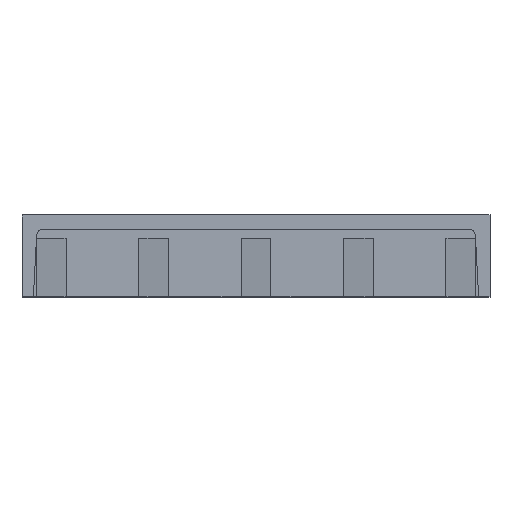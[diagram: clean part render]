
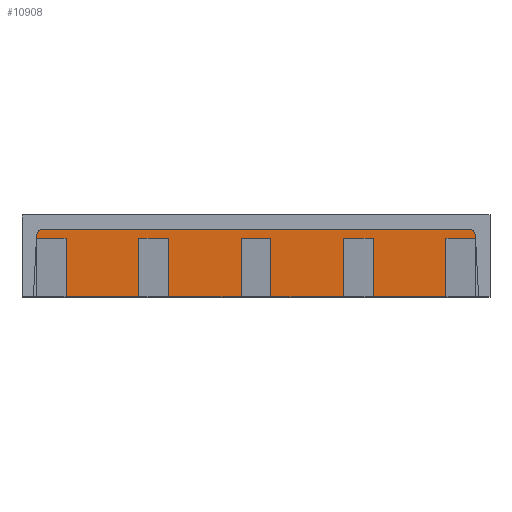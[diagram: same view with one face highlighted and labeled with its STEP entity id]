
A CAD part, top view. The second image highlights one B-rep face of the part: STEP entity #10908.
In plain terms, the highlighted planar face has unit normal (0, 0, 1).
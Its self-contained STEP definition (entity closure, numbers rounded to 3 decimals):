
#10668=AXIS2_PLACEMENT_3D('Circle Axis2P3D',#10666,#10667,$) ;
#10751=AXIS2_PLACEMENT_3D('Plane Axis2P3D',#10748,#10749,#10750) ;
#10881=AXIS2_PLACEMENT_3D('Circle Axis2P3D',#10879,#10880,$) ;
#10666=CARTESIAN_POINT('Axis2P3D Location',(0.7,2.1,21.701)) ;
#10670=CARTESIAN_POINT('Vertex',(0.5,2.11,21.701)) ;
#10672=CARTESIAN_POINT('Vertex',(0.7,2.3,21.701)) ;
#10703=CARTESIAN_POINT('Vertex',(0.494,2.,21.701)) ;
#10706=CARTESIAN_POINT('Line Origine',(0.497,2.055,21.701)) ;
#10729=CARTESIAN_POINT('Line Origine',(8.,2.3,21.701)) ;
#10733=CARTESIAN_POINT('Vertex',(15.3,2.3,21.701)) ;
#10748=CARTESIAN_POINT('Axis2P3D Location',(1.,-30.463,21.701)) ;
#10753=CARTESIAN_POINT('Line Origine',(1.,2.,21.701)) ;
#10757=CARTESIAN_POINT('Vertex',(1.506,2.,21.701)) ;
#10760=CARTESIAN_POINT('Line Origine',(1.506,1.,21.701)) ;
#10764=CARTESIAN_POINT('Vertex',(1.506,0.,21.701)) ;
#10767=CARTESIAN_POINT('Line Origine',(2.75,0.,21.701)) ;
#10771=CARTESIAN_POINT('Vertex',(3.994,0.,21.701)) ;
#10774=CARTESIAN_POINT('Line Origine',(3.994,1.,21.701)) ;
#10778=CARTESIAN_POINT('Vertex',(3.994,2.,21.701)) ;
#10781=CARTESIAN_POINT('Line Origine',(4.5,2.,21.701)) ;
#10785=CARTESIAN_POINT('Vertex',(5.006,2.,21.701)) ;
#10788=CARTESIAN_POINT('Line Origine',(5.006,1.,21.701)) ;
#10792=CARTESIAN_POINT('Vertex',(5.006,0.,21.701)) ;
#10795=CARTESIAN_POINT('Line Origine',(6.25,0.,21.701)) ;
#10799=CARTESIAN_POINT('Vertex',(7.494,0.,21.701)) ;
#10802=CARTESIAN_POINT('Line Origine',(7.494,1.,21.701)) ;
#10806=CARTESIAN_POINT('Vertex',(7.494,2.,21.701)) ;
#10809=CARTESIAN_POINT('Line Origine',(8.,2.,21.701)) ;
#10813=CARTESIAN_POINT('Vertex',(8.506,2.,21.701)) ;
#10816=CARTESIAN_POINT('Line Origine',(8.506,1.,21.701)) ;
#10820=CARTESIAN_POINT('Vertex',(8.506,0.,21.701)) ;
#10823=CARTESIAN_POINT('Line Origine',(9.75,0.,21.701)) ;
#10827=CARTESIAN_POINT('Vertex',(10.994,0.,21.701)) ;
#10830=CARTESIAN_POINT('Line Origine',(10.994,1.,21.701)) ;
#10834=CARTESIAN_POINT('Vertex',(10.994,2.,21.701)) ;
#10837=CARTESIAN_POINT('Line Origine',(11.5,2.,21.701)) ;
#10841=CARTESIAN_POINT('Vertex',(12.006,2.,21.701)) ;
#10844=CARTESIAN_POINT('Line Origine',(12.006,1.,21.701)) ;
#10848=CARTESIAN_POINT('Vertex',(12.006,0.,21.701)) ;
#10851=CARTESIAN_POINT('Line Origine',(13.25,0.,21.701)) ;
#10855=CARTESIAN_POINT('Vertex',(14.494,0.,21.701)) ;
#10858=CARTESIAN_POINT('Line Origine',(14.494,1.,21.701)) ;
#10862=CARTESIAN_POINT('Vertex',(14.494,2.,21.701)) ;
#10865=CARTESIAN_POINT('Line Origine',(15.,2.,21.701)) ;
#10869=CARTESIAN_POINT('Vertex',(15.506,2.,21.701)) ;
#10872=CARTESIAN_POINT('Line Origine',(15.503,2.055,21.701)) ;
#10876=CARTESIAN_POINT('Vertex',(15.5,2.11,21.701)) ;
#10879=CARTESIAN_POINT('Axis2P3D Location',(15.3,2.1,21.701)) ;
#10667=DIRECTION('Axis2P3D Direction',(0.,0.,-1.)) ;
#10707=DIRECTION('Vector Direction',(-0.052,-0.999,0.)) ;
#10730=DIRECTION('Vector Direction',(1.,0.,0.)) ;
#10749=DIRECTION('Axis2P3D Direction',(0.,0.,-1.)) ;
#10750=DIRECTION('Axis2P3D XDirection',(0.,-1.,0.)) ;
#10754=DIRECTION('Vector Direction',(-1.,0.,0.)) ;
#10761=DIRECTION('Vector Direction',(0.,-1.,0.)) ;
#10768=DIRECTION('Vector Direction',(-1.,0.,0.)) ;
#10775=DIRECTION('Vector Direction',(0.,-1.,0.)) ;
#10782=DIRECTION('Vector Direction',(-1.,0.,0.)) ;
#10789=DIRECTION('Vector Direction',(0.,-1.,0.)) ;
#10796=DIRECTION('Vector Direction',(-1.,0.,0.)) ;
#10803=DIRECTION('Vector Direction',(0.,-1.,0.)) ;
#10810=DIRECTION('Vector Direction',(-1.,0.,0.)) ;
#10817=DIRECTION('Vector Direction',(0.,-1.,0.)) ;
#10824=DIRECTION('Vector Direction',(-1.,0.,0.)) ;
#10831=DIRECTION('Vector Direction',(0.,-1.,0.)) ;
#10838=DIRECTION('Vector Direction',(-1.,0.,0.)) ;
#10845=DIRECTION('Vector Direction',(0.,-1.,0.)) ;
#10852=DIRECTION('Vector Direction',(-1.,0.,0.)) ;
#10859=DIRECTION('Vector Direction',(0.,-1.,0.)) ;
#10866=DIRECTION('Vector Direction',(-1.,0.,0.)) ;
#10873=DIRECTION('Vector Direction',(-0.052,0.999,0.)) ;
#10880=DIRECTION('Axis2P3D Direction',(0.,0.,-1.)) ;
#10708=VECTOR('Line Direction',#10707,1.) ;
#10731=VECTOR('Line Direction',#10730,1.) ;
#10755=VECTOR('Line Direction',#10754,1.) ;
#10762=VECTOR('Line Direction',#10761,1.) ;
#10769=VECTOR('Line Direction',#10768,1.) ;
#10776=VECTOR('Line Direction',#10775,1.) ;
#10783=VECTOR('Line Direction',#10782,1.) ;
#10790=VECTOR('Line Direction',#10789,1.) ;
#10797=VECTOR('Line Direction',#10796,1.) ;
#10804=VECTOR('Line Direction',#10803,1.) ;
#10811=VECTOR('Line Direction',#10810,1.) ;
#10818=VECTOR('Line Direction',#10817,1.) ;
#10825=VECTOR('Line Direction',#10824,1.) ;
#10832=VECTOR('Line Direction',#10831,1.) ;
#10839=VECTOR('Line Direction',#10838,1.) ;
#10846=VECTOR('Line Direction',#10845,1.) ;
#10853=VECTOR('Line Direction',#10852,1.) ;
#10860=VECTOR('Line Direction',#10859,1.) ;
#10867=VECTOR('Line Direction',#10866,1.) ;
#10874=VECTOR('Line Direction',#10873,1.) ;
#10885=ORIENTED_EDGE('',*,*,#10759,.F.) ;
#10886=ORIENTED_EDGE('',*,*,#10766,.F.) ;
#10887=ORIENTED_EDGE('',*,*,#10773,.F.) ;
#10888=ORIENTED_EDGE('',*,*,#10780,.T.) ;
#10889=ORIENTED_EDGE('',*,*,#10787,.F.) ;
#10890=ORIENTED_EDGE('',*,*,#10794,.F.) ;
#10891=ORIENTED_EDGE('',*,*,#10801,.F.) ;
#10892=ORIENTED_EDGE('',*,*,#10808,.T.) ;
#10893=ORIENTED_EDGE('',*,*,#10815,.F.) ;
#10894=ORIENTED_EDGE('',*,*,#10822,.F.) ;
#10895=ORIENTED_EDGE('',*,*,#10829,.F.) ;
#10896=ORIENTED_EDGE('',*,*,#10836,.T.) ;
#10897=ORIENTED_EDGE('',*,*,#10843,.F.) ;
#10898=ORIENTED_EDGE('',*,*,#10850,.F.) ;
#10899=ORIENTED_EDGE('',*,*,#10857,.F.) ;
#10900=ORIENTED_EDGE('',*,*,#10864,.T.) ;
#10901=ORIENTED_EDGE('',*,*,#10871,.F.) ;
#10902=ORIENTED_EDGE('',*,*,#10878,.F.) ;
#10903=ORIENTED_EDGE('',*,*,#10883,.F.) ;
#10904=ORIENTED_EDGE('',*,*,#10735,.F.) ;
#10905=ORIENTED_EDGE('',*,*,#10674,.F.) ;
#10906=ORIENTED_EDGE('',*,*,#10710,.F.) ;
#10908=ADVANCED_FACE('ZQV_1-5N_KU',(#10907),#10752,.F.) ;
#10669=CIRCLE('generated circle',#10668,0.2) ;
#10882=CIRCLE('generated circle',#10881,0.2) ;
#10674=EDGE_CURVE('',#10671,#10673,#10669,.T.) ;
#10710=EDGE_CURVE('',#10704,#10671,#10709,.F.) ;
#10735=EDGE_CURVE('',#10673,#10734,#10732,.T.) ;
#10759=EDGE_CURVE('',#10758,#10704,#10756,.T.) ;
#10766=EDGE_CURVE('',#10765,#10758,#10763,.F.) ;
#10773=EDGE_CURVE('',#10772,#10765,#10770,.T.) ;
#10780=EDGE_CURVE('',#10772,#10779,#10777,.F.) ;
#10787=EDGE_CURVE('',#10786,#10779,#10784,.T.) ;
#10794=EDGE_CURVE('',#10793,#10786,#10791,.F.) ;
#10801=EDGE_CURVE('',#10800,#10793,#10798,.T.) ;
#10808=EDGE_CURVE('',#10800,#10807,#10805,.F.) ;
#10815=EDGE_CURVE('',#10814,#10807,#10812,.T.) ;
#10822=EDGE_CURVE('',#10821,#10814,#10819,.F.) ;
#10829=EDGE_CURVE('',#10828,#10821,#10826,.T.) ;
#10836=EDGE_CURVE('',#10828,#10835,#10833,.F.) ;
#10843=EDGE_CURVE('',#10842,#10835,#10840,.T.) ;
#10850=EDGE_CURVE('',#10849,#10842,#10847,.F.) ;
#10857=EDGE_CURVE('',#10856,#10849,#10854,.T.) ;
#10864=EDGE_CURVE('',#10856,#10863,#10861,.F.) ;
#10871=EDGE_CURVE('',#10870,#10863,#10868,.T.) ;
#10878=EDGE_CURVE('',#10877,#10870,#10875,.F.) ;
#10883=EDGE_CURVE('',#10734,#10877,#10882,.T.) ;
#10884=EDGE_LOOP('',(#10885,#10886,#10887,#10888,#10889,#10890,#10891,#10892,#10893,#10894,#10895,#10896,#10897,#10898,#10899,#10900,#10901,#10902,#10903,#10904,#10905,#10906)) ;
#10907=FACE_OUTER_BOUND('',#10884,.T.) ;
#10709=LINE('Line',#10706,#10708) ;
#10732=LINE('Line',#10729,#10731) ;
#10756=LINE('Line',#10753,#10755) ;
#10763=LINE('Line',#10760,#10762) ;
#10770=LINE('Line',#10767,#10769) ;
#10777=LINE('Line',#10774,#10776) ;
#10784=LINE('Line',#10781,#10783) ;
#10791=LINE('Line',#10788,#10790) ;
#10798=LINE('Line',#10795,#10797) ;
#10805=LINE('Line',#10802,#10804) ;
#10812=LINE('Line',#10809,#10811) ;
#10819=LINE('Line',#10816,#10818) ;
#10826=LINE('Line',#10823,#10825) ;
#10833=LINE('Line',#10830,#10832) ;
#10840=LINE('Line',#10837,#10839) ;
#10847=LINE('Line',#10844,#10846) ;
#10854=LINE('Line',#10851,#10853) ;
#10861=LINE('Line',#10858,#10860) ;
#10868=LINE('Line',#10865,#10867) ;
#10875=LINE('Line',#10872,#10874) ;
#10752=PLANE('',#10751) ;
#10671=VERTEX_POINT('',#10670) ;
#10673=VERTEX_POINT('',#10672) ;
#10704=VERTEX_POINT('',#10703) ;
#10734=VERTEX_POINT('',#10733) ;
#10758=VERTEX_POINT('',#10757) ;
#10765=VERTEX_POINT('',#10764) ;
#10772=VERTEX_POINT('',#10771) ;
#10779=VERTEX_POINT('',#10778) ;
#10786=VERTEX_POINT('',#10785) ;
#10793=VERTEX_POINT('',#10792) ;
#10800=VERTEX_POINT('',#10799) ;
#10807=VERTEX_POINT('',#10806) ;
#10814=VERTEX_POINT('',#10813) ;
#10821=VERTEX_POINT('',#10820) ;
#10828=VERTEX_POINT('',#10827) ;
#10835=VERTEX_POINT('',#10834) ;
#10842=VERTEX_POINT('',#10841) ;
#10849=VERTEX_POINT('',#10848) ;
#10856=VERTEX_POINT('',#10855) ;
#10863=VERTEX_POINT('',#10862) ;
#10870=VERTEX_POINT('',#10869) ;
#10877=VERTEX_POINT('',#10876) ;
